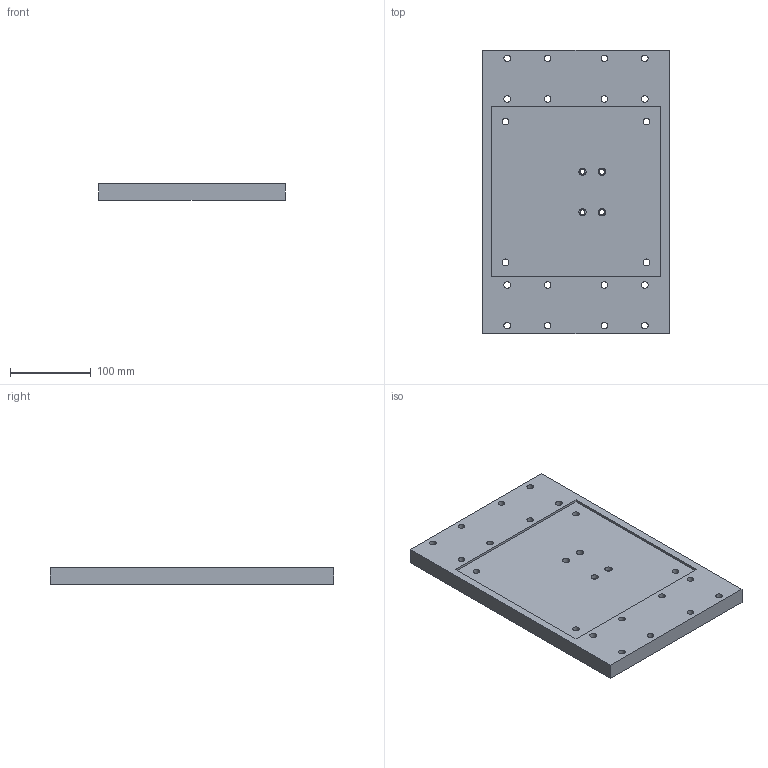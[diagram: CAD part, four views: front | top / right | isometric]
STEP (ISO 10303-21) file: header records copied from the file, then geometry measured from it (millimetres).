
FILE_DESCRIPTION(/* description */ (''),/* implementation_level */ '2;1');
FILE_NAME(/* name */ 'supportPlate.stp',/* time_stamp */ '2020-04-16T14:54:54+08:00',/* author */ ('Administrator'),/* organization */ (''),/* preprocessor_version */ 'ST-DEVELOPER v16.13',/* originating_system */ 'Autodesk Inventor 2018',/* authorisation */ '');
FILE_SCHEMA (('AUTOMOTIVE_DESIGN { 1 0 10303 214 3 1 1 }'));
Length unit declared in the file: millimetre
Products named in the file (1): supportPlate
Bounding box: 230 x 350 x 20 mm (x, y, z)
Volume: 1443139.4 mm3; surface area: 196441.1 mm2
Topology: 1 solids, 1 shells, 48 faces, 124 edges, 84 vertices
Faces by surface type: cylinder 28, plane 20
Full cylindrical faces by diameter (mm): 6.2 x4, 8.2 x16, 8.4 x4, 9 x4
Entity records: 1455 total; most frequent: DIRECTION 246, CARTESIAN_POINT 221, ORIENTED_EDGE 184, EDGE_LOOP 130, AXIS2_PLACEMENT_3D 105, EDGE_CURVE 92, FACE_BOUND 82, VERTEX_POINT 80
